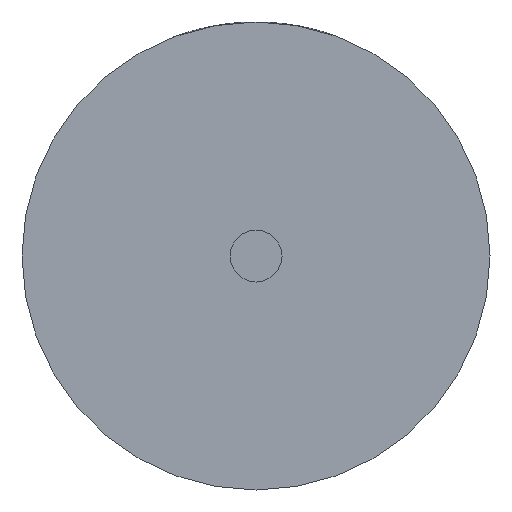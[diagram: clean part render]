
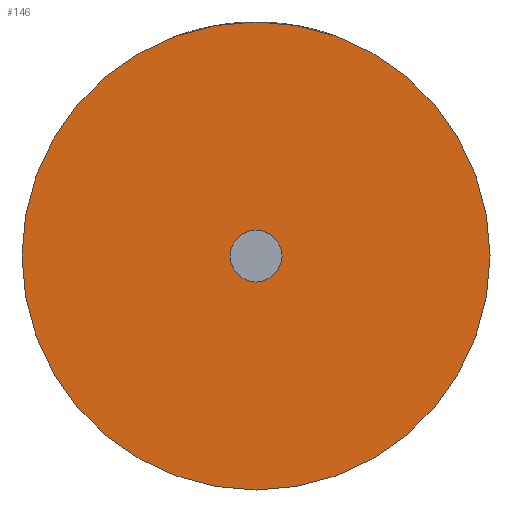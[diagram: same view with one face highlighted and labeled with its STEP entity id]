
A CAD part, front view. The second image highlights one B-rep face of the part: STEP entity #146.
In plain terms, the highlighted planar face has unit normal (0, -1, 0).
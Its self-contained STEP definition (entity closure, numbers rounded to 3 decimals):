
#30 = VERTEX_POINT ( 'NONE', #740 ) ;
#121 = AXIS2_PLACEMENT_3D ( 'NONE', #400, #304, #1067 ) ;
#142 = CARTESIAN_POINT ( 'NONE',  ( 0., 0., 0. ) ) ;
#146 = ADVANCED_FACE ( 'NONE', ( #629, #1307 ), #1308, .F. ) ;
#148 = DIRECTION ( 'NONE',  ( 0., -1., 0. ) ) ;
#167 = DIRECTION ( 'NONE',  ( 0., 1., 0. ) ) ;
#225 = EDGE_LOOP ( 'NONE', ( #1293, #327 ) ) ;
#271 = ORIENTED_EDGE ( 'NONE', *, *, #318, .F. ) ;
#304 = DIRECTION ( 'NONE',  ( 0., -1., 0. ) ) ;
#309 = AXIS2_PLACEMENT_3D ( 'NONE', #595, #167, #383 ) ;
#318 = EDGE_CURVE ( 'NONE', #948, #473, #399, .T. ) ;
#327 = ORIENTED_EDGE ( 'NONE', *, *, #1177, .F. ) ;
#342 = DIRECTION ( 'NONE',  ( 0., 1., 0. ) ) ;
#378 = AXIS2_PLACEMENT_3D ( 'NONE', #1147, #1033, #699 ) ;
#383 = DIRECTION ( 'NONE',  ( 0., 0., 1. ) ) ;
#399 = CIRCLE ( 'NONE', #1213, 0.5 ) ;
#400 = CARTESIAN_POINT ( 'NONE',  ( 0., 0., 0. ) ) ;
#473 = VERTEX_POINT ( 'NONE', #1137 ) ;
#493 = CARTESIAN_POINT ( 'NONE',  ( 0., 0., -4.5 ) ) ;
#542 = VERTEX_POINT ( 'NONE', #493 ) ;
#595 = CARTESIAN_POINT ( 'NONE',  ( 0., 0., 0. ) ) ;
#629 = FACE_BOUND ( 'NONE', #729, .T. ) ;
#665 = CIRCLE ( 'NONE', #309, 4.5 ) ;
#677 = DIRECTION ( 'NONE',  ( 0., 0., 1. ) ) ;
#699 = DIRECTION ( 'NONE',  ( 0., 0., 1. ) ) ;
#703 = ORIENTED_EDGE ( 'NONE', *, *, #807, .F. ) ;
#729 = EDGE_LOOP ( 'NONE', ( #703, #271 ) ) ;
#740 = CARTESIAN_POINT ( 'NONE',  ( 0., 0., 4.5 ) ) ;
#807 = EDGE_CURVE ( 'NONE', #473, #948, #1085, .T. ) ;
#879 = CARTESIAN_POINT ( 'NONE',  ( 0., 0., 0. ) ) ;
#948 = VERTEX_POINT ( 'NONE', #1094 ) ;
#993 = DIRECTION ( 'NONE',  ( 0., 0., 1. ) ) ;
#1033 = DIRECTION ( 'NONE',  ( 0., 1., 0. ) ) ;
#1052 = CIRCLE ( 'NONE', #378, 4.5 ) ;
#1067 = DIRECTION ( 'NONE',  ( 0., 0., 1. ) ) ;
#1079 = AXIS2_PLACEMENT_3D ( 'NONE', #879, #342, #993 ) ;
#1085 = CIRCLE ( 'NONE', #121, 0.5 ) ;
#1094 = CARTESIAN_POINT ( 'NONE',  ( 0., 0., -0.5 ) ) ;
#1137 = CARTESIAN_POINT ( 'NONE',  ( 0., 0., 0.5 ) ) ;
#1147 = CARTESIAN_POINT ( 'NONE',  ( 0., 0., 0. ) ) ;
#1177 = EDGE_CURVE ( 'NONE', #30, #542, #1052, .T. ) ;
#1193 = EDGE_CURVE ( 'NONE', #542, #30, #665, .T. ) ;
#1213 = AXIS2_PLACEMENT_3D ( 'NONE', #142, #148, #677 ) ;
#1293 = ORIENTED_EDGE ( 'NONE', *, *, #1193, .F. ) ;
#1307 = FACE_OUTER_BOUND ( 'NONE', #225, .T. ) ;
#1308 = PLANE ( 'NONE',  #1079 ) ;
